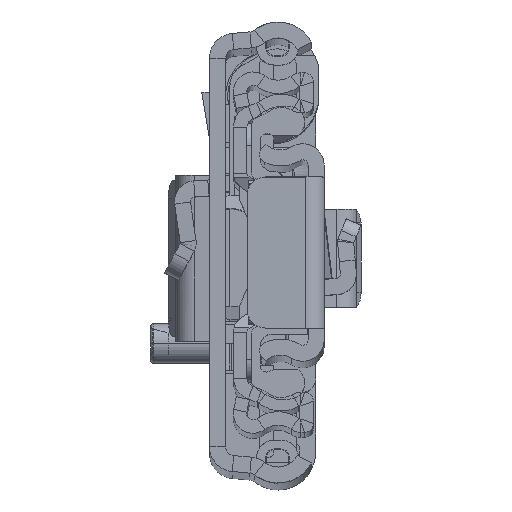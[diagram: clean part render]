
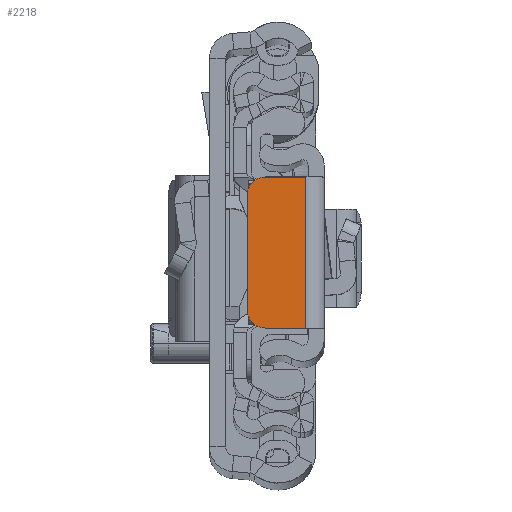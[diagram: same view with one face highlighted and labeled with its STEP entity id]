
A CAD part, top view. The second image highlights one B-rep face of the part: STEP entity #2218.
In plain terms, the highlighted planar face has unit normal (0, 0, 1).
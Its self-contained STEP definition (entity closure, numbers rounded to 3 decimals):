
#204 = CARTESIAN_POINT ( 'NONE',  ( -2.05, 8.5, 0. ) ) ;
#1434 = VERTEX_POINT ( 'NONE', #15301 ) ;
#2018 = EDGE_CURVE ( 'NONE', #1434, #20642, #30520, .T. ) ;
#2218 = ADVANCED_FACE ( 'NONE', ( #13036 ), #36071, .F. ) ;
#3484 = EDGE_CURVE ( 'NONE', #33414, #20476, #17671, .T. ) ;
#4208 = CARTESIAN_POINT ( 'NONE',  ( -6.65, -6.5, 0. ) ) ;
#5112 = CARTESIAN_POINT ( 'NONE',  ( 0., 8.5, 0. ) ) ;
#7025 = CIRCLE ( 'NONE', #35147, 2. ) ;
#7167 = ORIENTED_EDGE ( 'NONE', *, *, #2018, .T. ) ;
#7359 = CARTESIAN_POINT ( 'NONE',  ( 0., 0., 0. ) ) ;
#7477 = VECTOR ( 'NONE', #11601, 1000. ) ;
#7932 = VECTOR ( 'NONE', #15759, 1000. ) ;
#8470 = CARTESIAN_POINT ( 'NONE',  ( -6.65, 8.5, 0. ) ) ;
#9741 = ORIENTED_EDGE ( 'NONE', *, *, #29714, .T. ) ;
#9888 = DIRECTION ( 'NONE',  ( -1., 0., 0. ) ) ;
#11601 = DIRECTION ( 'NONE',  ( -1., 0., 0. ) ) ;
#12425 = CARTESIAN_POINT ( 'NONE',  ( -6.65, -8.5, 0. ) ) ;
#12685 = ORIENTED_EDGE ( 'NONE', *, *, #35184, .T. ) ;
#13036 = FACE_OUTER_BOUND ( 'NONE', #18465, .T. ) ;
#14287 = DIRECTION ( 'NONE',  ( 0., 0., 1. ) ) ;
#15080 = CARTESIAN_POINT ( 'NONE',  ( -2.05, -8.5, 0. ) ) ;
#15301 = CARTESIAN_POINT ( 'NONE',  ( -8.65, 6.5, 0. ) ) ;
#15393 = CIRCLE ( 'NONE', #38811, 2. ) ;
#15759 = DIRECTION ( 'NONE',  ( 0., -1., 0. ) ) ;
#17163 = CARTESIAN_POINT ( 'NONE',  ( -2.05, -8.5, 0. ) ) ;
#17411 = EDGE_CURVE ( 'NONE', #33414, #33705, #24217, .T. ) ;
#17671 = LINE ( 'NONE', #5112, #7477 ) ;
#18292 = ORIENTED_EDGE ( 'NONE', *, *, #22580, .T. ) ;
#18465 = EDGE_LOOP ( 'NONE', ( #7167, #9741, #18292, #27299, #40295, #12685 ) ) ;
#19270 = AXIS2_PLACEMENT_3D ( 'NONE', #7359, #25807, #9888 ) ;
#20039 = VECTOR ( 'NONE', #27177, 1000. ) ;
#20476 = VERTEX_POINT ( 'NONE', #8470 ) ;
#20642 = VERTEX_POINT ( 'NONE', #39680 ) ;
#22580 = EDGE_CURVE ( 'NONE', #27895, #33705, #27375, .T. ) ;
#23029 = DIRECTION ( 'NONE',  ( 0., -1., 0. ) ) ;
#24217 = LINE ( 'NONE', #17163, #40435 ) ;
#25807 = DIRECTION ( 'NONE',  ( 0., 0., -1. ) ) ;
#27177 = DIRECTION ( 'NONE',  ( 1., 0., 0. ) ) ;
#27299 = ORIENTED_EDGE ( 'NONE', *, *, #17411, .F. ) ;
#27375 = LINE ( 'NONE', #40174, #20039 ) ;
#27778 = CARTESIAN_POINT ( 'NONE',  ( -8.65, 0., 0. ) ) ;
#27895 = VERTEX_POINT ( 'NONE', #12425 ) ;
#29714 = EDGE_CURVE ( 'NONE', #20642, #27895, #7025, .T. ) ;
#29989 = DIRECTION ( 'NONE',  ( -1., 0., 0. ) ) ;
#30520 = LINE ( 'NONE', #27778, #7932 ) ;
#33414 = VERTEX_POINT ( 'NONE', #204 ) ;
#33495 = DIRECTION ( 'NONE',  ( -1., 0., 0. ) ) ;
#33705 = VERTEX_POINT ( 'NONE', #15080 ) ;
#34088 = CARTESIAN_POINT ( 'NONE',  ( -6.65, 6.5, 0. ) ) ;
#35147 = AXIS2_PLACEMENT_3D ( 'NONE', #4208, #14287, #29989 ) ;
#35184 = EDGE_CURVE ( 'NONE', #20476, #1434, #15393, .T. ) ;
#36071 = PLANE ( 'NONE',  #19270 ) ;
#38811 = AXIS2_PLACEMENT_3D ( 'NONE', #34088, #39993, #33495 ) ;
#39680 = CARTESIAN_POINT ( 'NONE',  ( -8.65, -6.5, 0. ) ) ;
#39993 = DIRECTION ( 'NONE',  ( 0., 0., 1. ) ) ;
#40174 = CARTESIAN_POINT ( 'NONE',  ( 0., -8.5, 0. ) ) ;
#40295 = ORIENTED_EDGE ( 'NONE', *, *, #3484, .T. ) ;
#40435 = VECTOR ( 'NONE', #23029, 1000. ) ;
